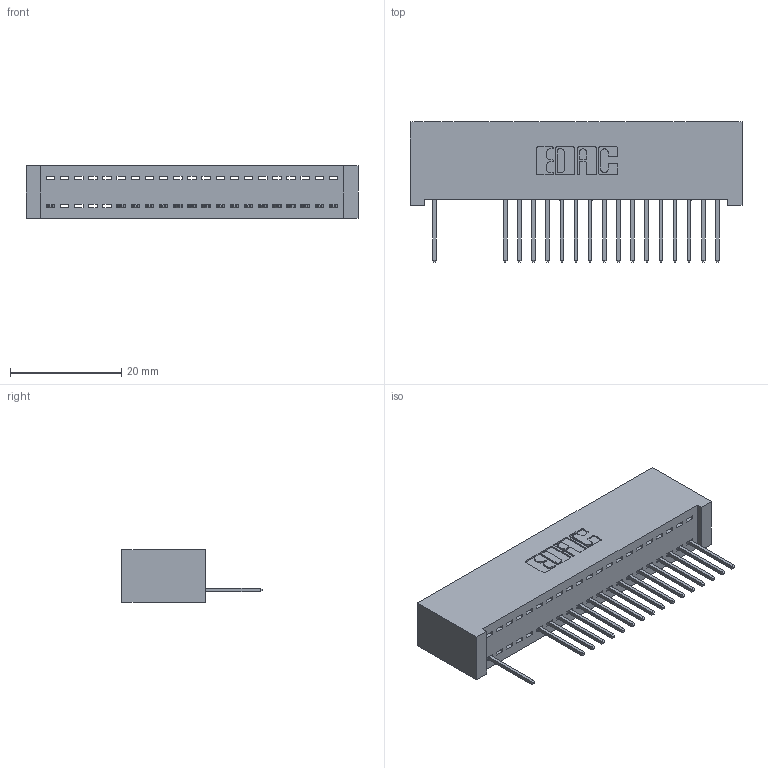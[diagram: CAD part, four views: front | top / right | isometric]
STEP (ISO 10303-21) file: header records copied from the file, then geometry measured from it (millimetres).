
FILE_DESCRIPTION (( 'STEP AP203' ), '1' );
FILE_NAME ('392-021-523-101.STEP', '2018-08-15T07:41:24', ( '' ), ( '' ), 'SwSTEP 2.0', 'SolidWorks 2016', '' );
FILE_SCHEMA (( 'CONFIG_CONTROL_DESIGN' ));
Length unit declared in the file: inch
Products named in the file (3): 345-292-001_345-293-123; 392-021-523-101; 342 Part_Lugless
Assembly tree (18 placements, depth 2):
  392-021-523-101
    342 Part_Lugless
    345-292-001_345-293-123  x17
Bounding box: 59.59 x 25.15 x 9.4 mm (x, y, z)
Volume: 5504 mm3; surface area: 7792.7 mm2
Topology: 18 solids, 18 shells, 1136 faces, 3435 edges, 2266 vertices
Faces by surface type: plane 824, cylinder 312
Entity records: 15035 total; most frequent: CARTESIAN_POINT 2621, ORIENTED_EDGE 2582, DIRECTION 2241, EDGE_CURVE 1291, LINE 1171, VECTOR 1171, VERTEX_POINT 858, AXIS2_PLACEMENT_3D 535
